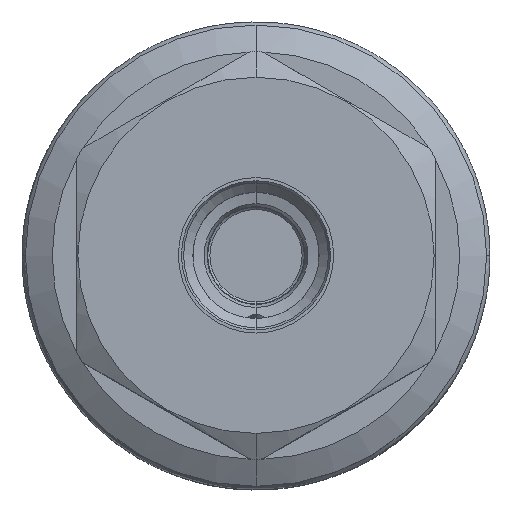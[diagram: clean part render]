
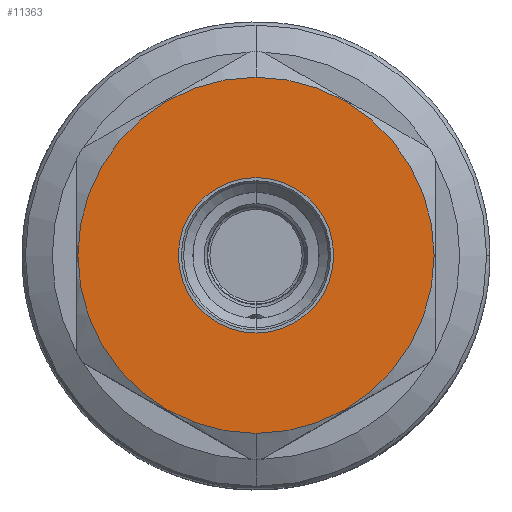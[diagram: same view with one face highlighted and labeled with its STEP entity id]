
A CAD part, top view. The second image highlights one B-rep face of the part: STEP entity #11363.
In plain terms, the highlighted planar face has unit normal (0, 0, 1).
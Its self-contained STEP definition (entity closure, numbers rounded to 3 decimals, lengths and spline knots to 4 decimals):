
#433=CARTESIAN_POINT('',(0.,0.,5.657));
#434=DIRECTION('',(0.,0.,1.));
#435=DIRECTION('',(0.,-1.,0.));
#436=AXIS2_PLACEMENT_3D('',#433,#434,#435);
#438=CARTESIAN_POINT('',(0.,0.,5.657));
#439=DIRECTION('',(0.,0.,1.));
#440=DIRECTION('',(0.,1.,0.));
#441=AXIS2_PLACEMENT_3D('',#438,#439,#440);
#443=CARTESIAN_POINT('',(0.,0.,5.657));
#444=DIRECTION('',(0.,0.,1.));
#445=DIRECTION('',(0.,-1.,0.));
#446=AXIS2_PLACEMENT_3D('',#443,#444,#445);
#448=CARTESIAN_POINT('',(0.,0.,5.657));
#449=DIRECTION('',(0.,0.,1.));
#450=DIRECTION('',(0.,1.,0.));
#451=AXIS2_PLACEMENT_3D('',#448,#449,#450);
#10714=CARTESIAN_POINT('',(0.,-0.807,5.657));
#10715=CARTESIAN_POINT('',(0.,0.807,5.657));
#10716=VERTEX_POINT('',#10714);
#10717=VERTEX_POINT('',#10715);
#10821=CARTESIAN_POINT('',(0.,-0.352,5.657));
#10822=CARTESIAN_POINT('',(0.,0.352,5.657));
#10823=VERTEX_POINT('',#10821);
#10824=VERTEX_POINT('',#10822);
#11348=CARTESIAN_POINT('',(0.,0.,5.657));
#11349=DIRECTION('',(0.,0.,1.));
#11350=DIRECTION('',(0.,1.,0.));
#11351=AXIS2_PLACEMENT_3D('',#11348,#11349,#11350);
#11352=PLANE('',#11351);
#11353=ORIENTED_EDGE('',*,*,#11106,.F.);
#11354=ORIENTED_EDGE('',*,*,#11337,.F.);
#11355=EDGE_LOOP('',(#11353,#11354));
#11356=FACE_OUTER_BOUND('',#11355,.F.);
#11358=ORIENTED_EDGE('',*,*,#11357,.T.);
#11360=ORIENTED_EDGE('',*,*,#11359,.T.);
#11361=EDGE_LOOP('',(#11358,#11360));
#11362=FACE_BOUND('',#11361,.F.);
#11363=ADVANCED_FACE('',(#11356,#11362),#11352,.T.);
#437=CIRCLE('',#436,0.807);
#442=CIRCLE('',#441,0.807);
#447=CIRCLE('',#446,0.352);
#452=CIRCLE('',#451,0.352);
#11106=EDGE_CURVE('',#10716,#10717,#437,.T.);
#11337=EDGE_CURVE('',#10717,#10716,#442,.T.);
#11357=EDGE_CURVE('',#10823,#10824,#447,.T.);
#11359=EDGE_CURVE('',#10824,#10823,#452,.T.);
